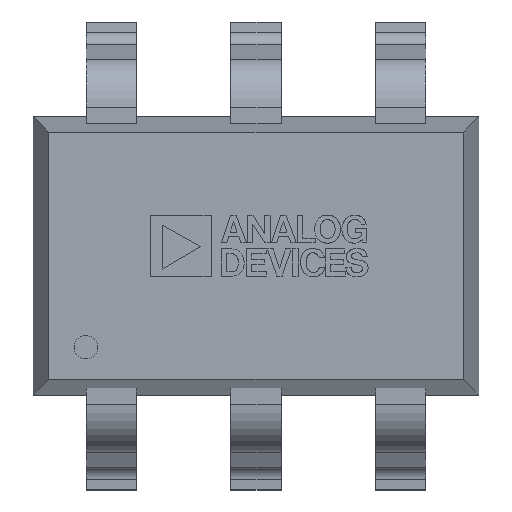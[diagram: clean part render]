
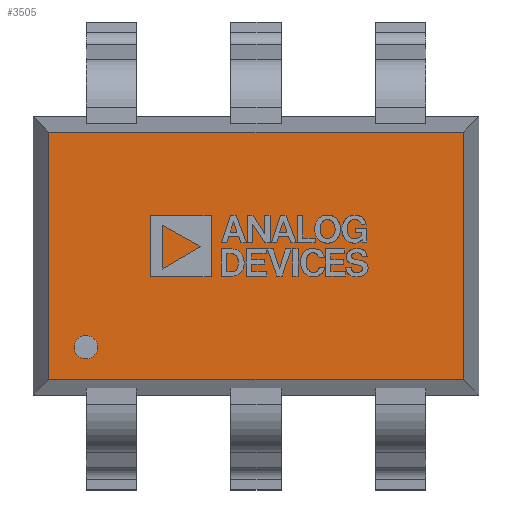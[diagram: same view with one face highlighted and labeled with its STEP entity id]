
A CAD part, top view. The second image highlights one B-rep face of the part: STEP entity #3505.
In plain terms, the highlighted planar face has unit normal (0, 0, 1).
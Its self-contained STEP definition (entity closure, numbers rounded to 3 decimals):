
#187=LINE('',#4843,#604);
#188=LINE('',#4846,#605);
#189=LINE('',#4848,#606);
#190=LINE('',#4849,#607);
#604=VECTOR('',#4013,10.);
#605=VECTOR('',#4016,10.);
#606=VECTOR('',#4017,10.);
#607=VECTOR('',#4018,10.);
#1008=FACE_BOUND('',#1242,.T.);
#1035=FACE_OUTER_BOUND('',#1241,.T.);
#1241=EDGE_LOOP('',(#2332,#2333,#2334,#2335));
#1242=EDGE_LOOP('',(#2336));
#1451=CIRCLE('',#3776,0.053);
#1469=VERTEX_POINT('',#4812);
#1478=VERTEX_POINT('',#4839);
#1479=VERTEX_POINT('',#4841);
#1480=VERTEX_POINT('',#4845);
#1481=VERTEX_POINT('',#4847);
#1805=EDGE_CURVE('',#1469,#1469,#1451,.T.);
#1820=EDGE_CURVE('',#1478,#1479,#187,.T.);
#1821=EDGE_CURVE('',#1479,#1480,#188,.T.);
#1822=EDGE_CURVE('',#1480,#1481,#189,.T.);
#1823=EDGE_CURVE('',#1481,#1478,#190,.T.);
#2332=ORIENTED_EDGE('',*,*,#1820,.T.);
#2333=ORIENTED_EDGE('',*,*,#1821,.T.);
#2334=ORIENTED_EDGE('',*,*,#1822,.T.);
#2335=ORIENTED_EDGE('',*,*,#1823,.T.);
#2336=ORIENTED_EDGE('',*,*,#1805,.T.);
#3325=PLANE('',#3782);
#3505=ADVANCED_FACE('',(#1035,#1008),#3325,.T.);
#3776=AXIS2_PLACEMENT_3D('',#4813,#3987,#3988);
#3782=AXIS2_PLACEMENT_3D('',#4844,#4014,#4015);
#3987=DIRECTION('center_axis',(0.,0.,-1.));
#3988=DIRECTION('ref_axis',(-1.,0.,0.));
#4013=DIRECTION('',(1.,0.,0.));
#4014=DIRECTION('center_axis',(0.,0.,1.));
#4015=DIRECTION('ref_axis',(1.,0.,0.));
#4016=DIRECTION('',(0.,1.,0.));
#4017=DIRECTION('',(-1.,0.,0.));
#4018=DIRECTION('',(0.,-1.,0.));
#4812=CARTESIAN_POINT('',(-0.71,-0.411,0.9));
#4813=CARTESIAN_POINT('Origin',(-0.763,-0.411,0.9));
#4839=CARTESIAN_POINT('',(-0.929,-0.554,0.9));
#4841=CARTESIAN_POINT('',(0.929,-0.554,0.9));
#4843=CARTESIAN_POINT('',(0.,-0.554,0.9));
#4844=CARTESIAN_POINT('Origin',(0.,0.,0.9));
#4845=CARTESIAN_POINT('',(0.929,0.554,0.9));
#4846=CARTESIAN_POINT('',(0.929,0.,0.9));
#4847=CARTESIAN_POINT('',(-0.929,0.554,0.9));
#4848=CARTESIAN_POINT('',(0.,0.554,0.9));
#4849=CARTESIAN_POINT('',(-0.929,0.,0.9));
